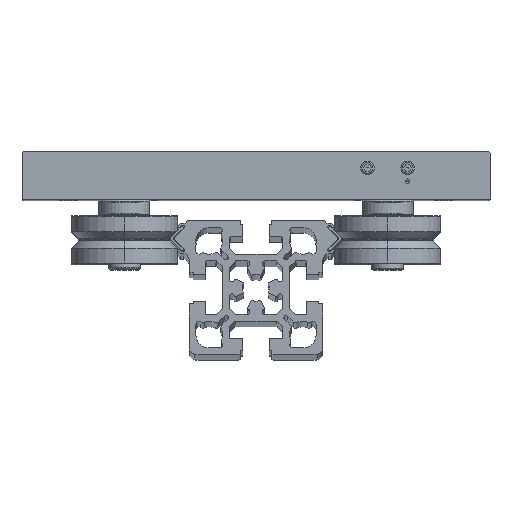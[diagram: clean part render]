
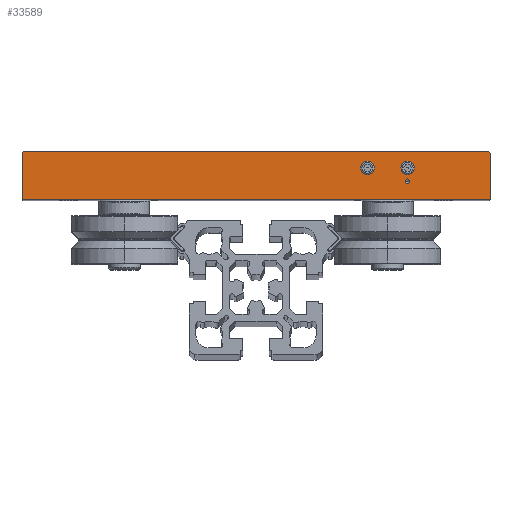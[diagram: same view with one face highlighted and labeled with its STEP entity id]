
A CAD part, top view. The second image highlights one B-rep face of the part: STEP entity #33589.
In plain terms, the highlighted planar face has unit normal (0, 0, 1).
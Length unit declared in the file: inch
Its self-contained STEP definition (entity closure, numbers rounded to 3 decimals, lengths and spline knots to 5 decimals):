
#124 = CARTESIAN_POINT ( 'NONE',  ( 3.44488, 2.99213, -4.42913 ) ) ;
#613 = CARTESIAN_POINT ( 'NONE',  ( -3.42488, 2.2876, -4.42913 ) ) ;
#617 = DIRECTION ( 'NONE',  ( 0., 0., 1. ) ) ;
#1089 = EDGE_CURVE ( 'NONE', #1314, #27001, #15709, .T. ) ;
#1314 = VERTEX_POINT ( 'NONE', #13705 ) ;
#1324 = DIRECTION ( 'NONE',  ( 1., 0., 0. ) ) ;
#1713 = CIRCLE ( 'NONE', #8220, 0.09843 ) ;
#2415 = FACE_BOUND ( 'NONE', #17861, .T. ) ;
#2658 = CARTESIAN_POINT ( 'NONE',  ( 3.42488, 2.3076, -4.42913 ) ) ;
#2679 = EDGE_CURVE ( 'NONE', #10107, #3478, #12713, .T. ) ;
#2686 = CARTESIAN_POINT ( 'NONE',  ( -3.42488, 2.99213, -4.42913 ) ) ;
#2782 = VERTEX_POINT ( 'NONE', #33757 ) ;
#2974 = DIRECTION ( 'NONE',  ( 1., 0., 0. ) ) ;
#3212 = DIRECTION ( 'NONE',  ( 1., 0., 0. ) ) ;
#3312 = LINE ( 'NONE', #31474, #33332 ) ;
#3445 = AXIS2_PLACEMENT_3D ( 'NONE', #15126, #33016, #5846 ) ;
#3478 = VERTEX_POINT ( 'NONE', #12905 ) ;
#3911 = CIRCLE ( 'NONE', #32396, 0.09843 ) ;
#4037 = ORIENTED_EDGE ( 'NONE', *, *, #27877, .T. ) ;
#5155 = AXIS2_PLACEMENT_3D ( 'NONE', #16493, #38027, #31338 ) ;
#5714 = DIRECTION ( 'NONE',  ( 1., 0., 0. ) ) ;
#5846 = DIRECTION ( 'NONE',  ( 1., 0., 0. ) ) ;
#6071 = ORIENTED_EDGE ( 'NONE', *, *, #35110, .T. ) ;
#6723 = DIRECTION ( 'NONE',  ( 1., 0., 0. ) ) ;
#6923 = DIRECTION ( 'NONE',  ( 0., 0., 1. ) ) ;
#7319 = DIRECTION ( 'NONE',  ( 1., 0., 0. ) ) ;
#7334 = CARTESIAN_POINT ( 'NONE',  ( 3.42488, 2.2876, -4.42913 ) ) ;
#7905 = DIRECTION ( 'NONE',  ( 0., 0., 1. ) ) ;
#8151 = CARTESIAN_POINT ( 'NONE',  ( 2.13341, 2.75591, -4.42913 ) ) ;
#8220 = AXIS2_PLACEMENT_3D ( 'NONE', #34729, #617, #22130 ) ;
#8438 = CARTESIAN_POINT ( 'NONE',  ( -3.42488, 2.97213, -4.42913 ) ) ;
#8897 = LINE ( 'NONE', #21235, #12194 ) ;
#9765 = ORIENTED_EDGE ( 'NONE', *, *, #19721, .F. ) ;
#9882 = CARTESIAN_POINT ( 'NONE',  ( 1.73971, 2.75591, -4.42913 ) ) ;
#9956 = AXIS2_PLACEMENT_3D ( 'NONE', #26925, #7905, #23666 ) ;
#10087 = CARTESIAN_POINT ( 'NONE',  ( 3.42488, 2.99213, -4.42913 ) ) ;
#10107 = VERTEX_POINT ( 'NONE', #2686 ) ;
#10186 = EDGE_CURVE ( 'NONE', #23400, #11704, #1713, .T. ) ;
#10568 = DIRECTION ( 'NONE',  ( 1., 0., 0. ) ) ;
#10951 = CARTESIAN_POINT ( 'NONE',  ( 2.23183, 2.55906, -4.42913 ) ) ;
#11185 = ORIENTED_EDGE ( 'NONE', *, *, #32182, .T. ) ;
#11219 = CARTESIAN_POINT ( 'NONE',  ( 3.44488, 2.3076, -4.42913 ) ) ;
#11255 = VERTEX_POINT ( 'NONE', #32629 ) ;
#11704 = VERTEX_POINT ( 'NONE', #11769 ) ;
#11755 = DIRECTION ( 'NONE',  ( 1., 0., 0. ) ) ;
#11769 = CARTESIAN_POINT ( 'NONE',  ( 2.33026, 2.75591, -4.42913 ) ) ;
#12194 = VECTOR ( 'NONE', #3212, 39.37008 ) ;
#12713 = CIRCLE ( 'NONE', #32770, 0.02 ) ;
#12905 = CARTESIAN_POINT ( 'NONE',  ( -3.44488, 2.97213, -4.42913 ) ) ;
#13705 = CARTESIAN_POINT ( 'NONE',  ( 3.44488, 2.97213, -4.42913 ) ) ;
#14163 = FACE_OUTER_BOUND ( 'NONE', #36215, .T. ) ;
#14548 = FACE_BOUND ( 'NONE', #30606, .T. ) ;
#14775 = DIRECTION ( 'NONE',  ( 0., 0., 1. ) ) ;
#14928 = EDGE_LOOP ( 'NONE', ( #34623, #9765 ) ) ;
#14980 = EDGE_CURVE ( 'NONE', #32243, #38575, #3911, .T. ) ;
#15126 = CARTESIAN_POINT ( 'NONE',  ( 3.42488, 2.97213, -4.42913 ) ) ;
#15400 = DIRECTION ( 'NONE',  ( 0., 0., 1. ) ) ;
#15709 = CIRCLE ( 'NONE', #3445, 0.02 ) ;
#15813 = DIRECTION ( 'NONE',  ( -1., 0., 0. ) ) ;
#15836 = DIRECTION ( 'NONE',  ( 0., 0., 1. ) ) ;
#15949 = VECTOR ( 'NONE', #15813, 39.37008 ) ;
#16050 = CARTESIAN_POINT ( 'NONE',  ( 2.23183, 2.55906, -4.42913 ) ) ;
#16493 = CARTESIAN_POINT ( 'NONE',  ( 1.64128, 2.75591, -4.42913 ) ) ;
#16765 = CIRCLE ( 'NONE', #39495, 0.09843 ) ;
#16820 = DIRECTION ( 'NONE',  ( 0., 0., 1. ) ) ;
#17484 = EDGE_CURVE ( 'NONE', #2782, #36941, #26701, .T. ) ;
#17861 = EDGE_LOOP ( 'NONE', ( #17993, #25018 ) ) ;
#17902 = CARTESIAN_POINT ( 'NONE',  ( 1.54286, 2.75591, -4.42913 ) ) ;
#17993 = ORIENTED_EDGE ( 'NONE', *, *, #14980, .F. ) ;
#19721 = EDGE_CURVE ( 'NONE', #38764, #11255, #24616, .T. ) ;
#21145 = ORIENTED_EDGE ( 'NONE', *, *, #1089, .T. ) ;
#21235 = CARTESIAN_POINT ( 'NONE',  ( -3.5, 2.2876, -4.42913 ) ) ;
#21627 = DIRECTION ( 'NONE',  ( 0., 1., 0. ) ) ;
#22130 = DIRECTION ( 'NONE',  ( 1., 0., 0. ) ) ;
#22344 = CARTESIAN_POINT ( 'NONE',  ( -3.42488, 2.3076, -4.42913 ) ) ;
#23102 = AXIS2_PLACEMENT_3D ( 'NONE', #2658, #15400, #5714 ) ;
#23288 = EDGE_CURVE ( 'NONE', #3478, #2782, #3312, .T. ) ;
#23400 = VERTEX_POINT ( 'NONE', #8151 ) ;
#23666 = DIRECTION ( 'NONE',  ( 1., 0., 0. ) ) ;
#23995 = ORIENTED_EDGE ( 'NONE', *, *, #30385, .F. ) ;
#24071 = FACE_BOUND ( 'NONE', #14928, .T. ) ;
#24616 = CIRCLE ( 'NONE', #38957, 0.03329 ) ;
#24852 = CARTESIAN_POINT ( 'NONE',  ( 2.23183, 2.75591, -4.42913 ) ) ;
#25018 = ORIENTED_EDGE ( 'NONE', *, *, #28277, .F. ) ;
#25505 = ORIENTED_EDGE ( 'NONE', *, *, #17484, .T. ) ;
#25630 = ORIENTED_EDGE ( 'NONE', *, *, #10186, .F. ) ;
#25975 = CARTESIAN_POINT ( 'NONE',  ( 2.19855, 2.55906, -4.42913 ) ) ;
#26701 = CIRCLE ( 'NONE', #30634, 0.02 ) ;
#26925 = CARTESIAN_POINT ( 'NONE',  ( -4.42913, 2.2676, -4.42913 ) ) ;
#27001 = VERTEX_POINT ( 'NONE', #10087 ) ;
#27877 = EDGE_CURVE ( 'NONE', #36941, #34305, #8897, .T. ) ;
#28277 = EDGE_CURVE ( 'NONE', #38575, #32243, #31688, .T. ) ;
#28387 = LINE ( 'NONE', #37933, #15949 ) ;
#28566 = EDGE_CURVE ( 'NONE', #11255, #38764, #34293, .T. ) ;
#29139 = VERTEX_POINT ( 'NONE', #11219 ) ;
#30385 = EDGE_CURVE ( 'NONE', #11704, #23400, #16765, .T. ) ;
#30606 = EDGE_LOOP ( 'NONE', ( #23995, #25630 ) ) ;
#30634 = AXIS2_PLACEMENT_3D ( 'NONE', #22344, #15836, #7319 ) ;
#31338 = DIRECTION ( 'NONE',  ( 1., 0., 0. ) ) ;
#31474 = CARTESIAN_POINT ( 'NONE',  ( -3.44488, 2.99213, -4.42913 ) ) ;
#31688 = CIRCLE ( 'NONE', #5155, 0.09843 ) ;
#31848 = ORIENTED_EDGE ( 'NONE', *, *, #35031, .T. ) ;
#32182 = EDGE_CURVE ( 'NONE', #29139, #1314, #33813, .T. ) ;
#32243 = VERTEX_POINT ( 'NONE', #9882 ) ;
#32396 = AXIS2_PLACEMENT_3D ( 'NONE', #36333, #14775, #11755 ) ;
#32629 = CARTESIAN_POINT ( 'NONE',  ( 2.26512, 2.55906, -4.42913 ) ) ;
#32770 = AXIS2_PLACEMENT_3D ( 'NONE', #8438, #39101, #1324 ) ;
#33016 = DIRECTION ( 'NONE',  ( 0., 0., 1. ) ) ;
#33332 = VECTOR ( 'NONE', #34122, 39.37008 ) ;
#33589 = ADVANCED_FACE ( 'NONE', ( #24071, #2415, #14548, #14163 ), #35712, .T. ) ;
#33757 = CARTESIAN_POINT ( 'NONE',  ( -3.44488, 2.3076, -4.42913 ) ) ;
#33813 = LINE ( 'NONE', #124, #37052 ) ;
#34122 = DIRECTION ( 'NONE',  ( 0., -1., 0. ) ) ;
#34293 = CIRCLE ( 'NONE', #36251, 0.03329 ) ;
#34305 = VERTEX_POINT ( 'NONE', #7334 ) ;
#34601 = DIRECTION ( 'NONE',  ( 0., 0., 1. ) ) ;
#34623 = ORIENTED_EDGE ( 'NONE', *, *, #28566, .F. ) ;
#34729 = CARTESIAN_POINT ( 'NONE',  ( 2.23183, 2.75591, -4.42913 ) ) ;
#34870 = ORIENTED_EDGE ( 'NONE', *, *, #2679, .T. ) ;
#35031 = EDGE_CURVE ( 'NONE', #34305, #29139, #39347, .T. ) ;
#35110 = EDGE_CURVE ( 'NONE', #27001, #10107, #28387, .T. ) ;
#35712 = PLANE ( 'NONE',  #9956 ) ;
#36215 = EDGE_LOOP ( 'NONE', ( #38121, #25505, #4037, #31848, #11185, #21145, #6071, #34870 ) ) ;
#36251 = AXIS2_PLACEMENT_3D ( 'NONE', #16050, #6923, #6723 ) ;
#36333 = CARTESIAN_POINT ( 'NONE',  ( 1.64128, 2.75591, -4.42913 ) ) ;
#36941 = VERTEX_POINT ( 'NONE', #613 ) ;
#37052 = VECTOR ( 'NONE', #21627, 39.37008 ) ;
#37933 = CARTESIAN_POINT ( 'NONE',  ( -3.5, 2.99213, -4.42913 ) ) ;
#38027 = DIRECTION ( 'NONE',  ( 0., 0., 1. ) ) ;
#38121 = ORIENTED_EDGE ( 'NONE', *, *, #23288, .T. ) ;
#38575 = VERTEX_POINT ( 'NONE', #17902 ) ;
#38764 = VERTEX_POINT ( 'NONE', #25975 ) ;
#38957 = AXIS2_PLACEMENT_3D ( 'NONE', #10951, #16820, #10568 ) ;
#39101 = DIRECTION ( 'NONE',  ( 0., 0., 1. ) ) ;
#39347 = CIRCLE ( 'NONE', #23102, 0.02 ) ;
#39495 = AXIS2_PLACEMENT_3D ( 'NONE', #24852, #34601, #2974 ) ;
